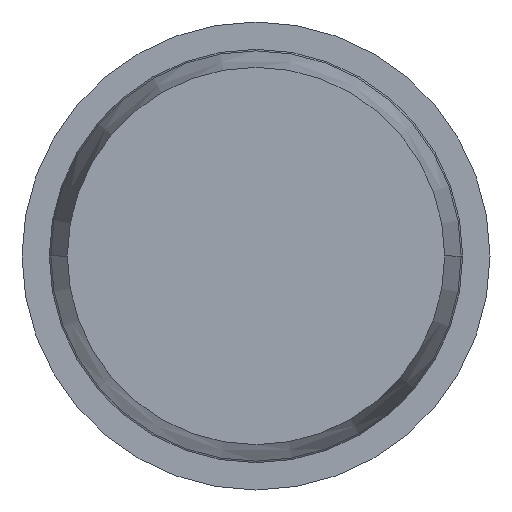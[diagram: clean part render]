
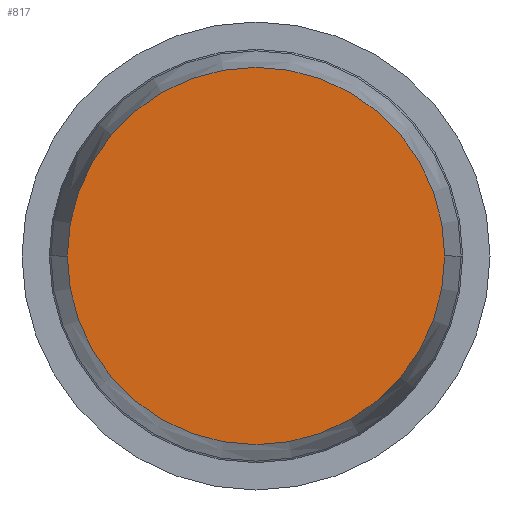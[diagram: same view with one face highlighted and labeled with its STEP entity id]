
A CAD part, front view. The second image highlights one B-rep face of the part: STEP entity #817.
In plain terms, the highlighted planar face has unit normal (0, -1, 0).
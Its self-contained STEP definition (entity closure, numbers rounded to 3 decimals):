
#23 = ORIENTED_EDGE ( 'NONE', *, *, #1478, .T. ) ;
#248 = DIRECTION ( 'NONE',  ( 0., -1., 0. ) ) ;
#550 = AXIS2_PLACEMENT_3D ( 'NONE', #2981, #3318, #3586 ) ;
#653 = EDGE_CURVE ( 'Defeature ausgef�hrt1_0+Defeature ausgef�hrt1_10+Defeature ausgef�hrt1_10+Defeature ausgef�hrt1_10', #2257, #1690, #3467, .T. ) ;
#817 = ADVANCED_FACE ( 'Defeature ausgef�hrt1_0', ( #1955 ), #1971, .T. ) ;
#831 = DIRECTION ( 'NONE',  ( 1., 0., 0. ) ) ;
#1083 = DIRECTION ( 'NONE',  ( 1., 0., 0. ) ) ;
#1478 = EDGE_CURVE ( 'Defeature ausgef�hrt1_0+Defeature ausgef�hrt1_10+Defeature ausgef�hrt1_10+Defeature ausgef�hrt1_10', #1690, #2257, #2965, .T. ) ;
#1690 = VERTEX_POINT ( 'NONE', #3126 ) ;
#1835 = AXIS2_PLACEMENT_3D ( 'NONE', #2572, #3723, #831 ) ;
#1955 = FACE_OUTER_BOUND ( 'NONE', #2969, .T. ) ;
#1971 = PLANE ( 'NONE',  #2199 ) ;
#2022 = ORIENTED_EDGE ( 'NONE', *, *, #653, .T. ) ;
#2199 = AXIS2_PLACEMENT_3D ( 'NONE', #3718, #248, #1083 ) ;
#2257 = VERTEX_POINT ( 'NONE', #3150 ) ;
#2572 = CARTESIAN_POINT ( 'NONE',  ( 0., -19., 0. ) ) ;
#2965 = CIRCLE ( 'NONE', #550, 1.209 ) ;
#2969 = EDGE_LOOP ( 'NONE', ( #23, #2022 ) ) ;
#2981 = CARTESIAN_POINT ( 'NONE',  ( 0., -19., 0. ) ) ;
#3126 = CARTESIAN_POINT ( 'NONE',  ( -1.209, -19., 0. ) ) ;
#3150 = CARTESIAN_POINT ( 'NONE',  ( 1.209, -19., 0. ) ) ;
#3318 = DIRECTION ( 'NONE',  ( 0., -1., 0. ) ) ;
#3467 = CIRCLE ( 'NONE', #1835, 1.209 ) ;
#3586 = DIRECTION ( 'NONE',  ( 1., 0., 0. ) ) ;
#3718 = CARTESIAN_POINT ( 'NONE',  ( 0., -19., 0. ) ) ;
#3723 = DIRECTION ( 'NONE',  ( 0., -1., 0. ) ) ;
